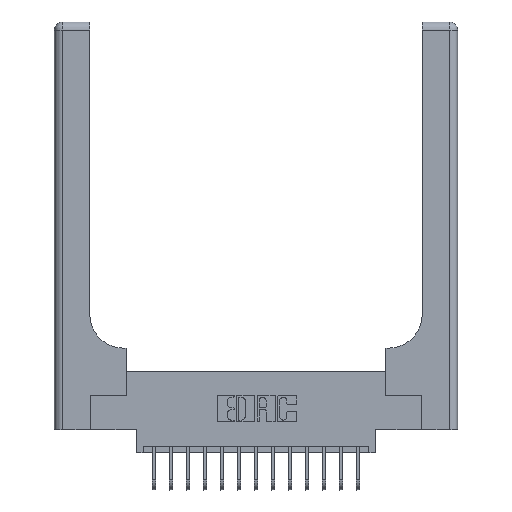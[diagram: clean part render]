
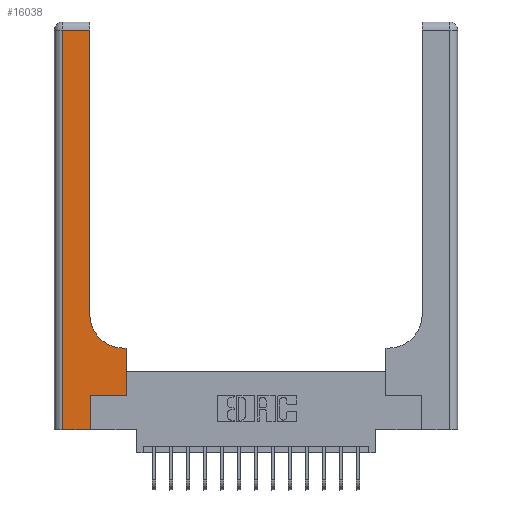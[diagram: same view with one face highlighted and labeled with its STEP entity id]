
A CAD part, top view. The second image highlights one B-rep face of the part: STEP entity #16038.
In plain terms, the highlighted planar face has unit normal (0, 0, 1).
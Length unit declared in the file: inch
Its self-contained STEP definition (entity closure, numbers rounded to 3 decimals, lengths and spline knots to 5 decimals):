
#19 = VERTEX_POINT ( 'NONE', #16323 ) ;
#29 = DIRECTION ( 'NONE',  ( 0., 0., -1. ) ) ;
#536 = LINE ( 'NONE', #15205, #7789 ) ;
#1041 = CARTESIAN_POINT ( 'NONE',  ( 0.06, 2.94, 0.37 ) ) ;
#1172 = AXIS2_PLACEMENT_3D ( 'NONE', #4130, #29, #13375 ) ;
#1554 = CARTESIAN_POINT ( 'NONE',  ( 0.265, 0., 0.37 ) ) ;
#1612 = DIRECTION ( 'NONE',  ( -1., 0., 0. ) ) ;
#1621 = DIRECTION ( 'NONE',  ( 1., 0., 0. ) ) ;
#1742 = CARTESIAN_POINT ( 'NONE',  ( 0.26, 3., 0.37 ) ) ;
#1961 = ORIENTED_EDGE ( 'NONE', *, *, #12080, .T. ) ;
#2210 = ORIENTED_EDGE ( 'NONE', *, *, #3103, .T. ) ;
#2513 = CARTESIAN_POINT ( 'NONE',  ( 0.528, 0.6, 0.37 ) ) ;
#2641 = LINE ( 'NONE', #4182, #14805 ) ;
#2944 = VECTOR ( 'NONE', #9612, 39.37008 ) ;
#3069 = EDGE_CURVE ( 'NONE', #12580, #13535, #15839, .T. ) ;
#3103 = EDGE_CURVE ( 'NONE', #6483, #19, #536, .T. ) ;
#3292 = VERTEX_POINT ( 'NONE', #10192 ) ;
#3445 = EDGE_CURVE ( 'NONE', #13514, #12580, #16275, .T. ) ;
#3798 = ORIENTED_EDGE ( 'NONE', *, *, #5171, .T. ) ;
#4100 = VERTEX_POINT ( 'NONE', #1554 ) ;
#4128 = CARTESIAN_POINT ( 'NONE',  ( 0.265, 0.25, 0.37 ) ) ;
#4130 = CARTESIAN_POINT ( 'NONE',  ( 0., 3., 0.37 ) ) ;
#4182 = CARTESIAN_POINT ( 'NONE',  ( 0.265, 0., 0.37 ) ) ;
#4306 = ORIENTED_EDGE ( 'NONE', *, *, #3445, .T. ) ;
#4522 = CARTESIAN_POINT ( 'NONE',  ( 0., 0., 0.37 ) ) ;
#5017 = EDGE_LOOP ( 'NONE', ( #9749, #7486, #2210, #9629, #1961, #10664, #4306, #6763, #3798 ) ) ;
#5171 = EDGE_CURVE ( 'NONE', #13535, #16324, #7547, .T. ) ;
#5576 = LINE ( 'NONE', #4128, #2944 ) ;
#6057 = DIRECTION ( 'NONE',  ( 0., -1., 0. ) ) ;
#6334 = CARTESIAN_POINT ( 'NONE',  ( 0.26, 0.6, 0.37 ) ) ;
#6483 = VERTEX_POINT ( 'NONE', #1041 ) ;
#6555 = VECTOR ( 'NONE', #1621, 39.37008 ) ;
#6564 = FACE_OUTER_BOUND ( 'NONE', #5017, .T. ) ;
#6664 = CARTESIAN_POINT ( 'NONE',  ( 0.51, 0.85, 0.37 ) ) ;
#6763 = ORIENTED_EDGE ( 'NONE', *, *, #3069, .T. ) ;
#6777 = CARTESIAN_POINT ( 'NONE',  ( 0.26, 2.94, 0.37 ) ) ;
#7007 = LINE ( 'NONE', #8365, #7351 ) ;
#7351 = VECTOR ( 'NONE', #1612, 39.37008 ) ;
#7365 = VERTEX_POINT ( 'NONE', #6777 ) ;
#7486 = ORIENTED_EDGE ( 'NONE', *, *, #11214, .T. ) ;
#7547 = CIRCLE ( 'NONE', #12176, 0.25 ) ;
#7789 = VECTOR ( 'NONE', #6057, 39.37008 ) ;
#8365 = CARTESIAN_POINT ( 'NONE',  ( 0., 2.94, 0.37 ) ) ;
#9209 = EDGE_CURVE ( 'NONE', #16324, #7365, #15304, .T. ) ;
#9612 = DIRECTION ( 'NONE',  ( 1., 0., 0. ) ) ;
#9614 = PLANE ( 'NONE',  #1172 ) ;
#9629 = ORIENTED_EDGE ( 'NONE', *, *, #12219, .T. ) ;
#9749 = ORIENTED_EDGE ( 'NONE', *, *, #9209, .T. ) ;
#10146 = CARTESIAN_POINT ( 'NONE',  ( 0.26, 0.85, 0.37 ) ) ;
#10192 = CARTESIAN_POINT ( 'NONE',  ( 0.265, 0.25, 0.37 ) ) ;
#10664 = ORIENTED_EDGE ( 'NONE', *, *, #12645, .T. ) ;
#11114 = DIRECTION ( 'NONE',  ( 0., 1., 0. ) ) ;
#11214 = EDGE_CURVE ( 'NONE', #7365, #6483, #7007, .T. ) ;
#11541 = CARTESIAN_POINT ( 'NONE',  ( 0.51, 0.6, 0.37 ) ) ;
#12080 = EDGE_CURVE ( 'NONE', #4100, #3292, #2641, .T. ) ;
#12120 = VECTOR ( 'NONE', #17282, 39.37008 ) ;
#12176 = AXIS2_PLACEMENT_3D ( 'NONE', #6664, #15096, #17616 ) ;
#12219 = EDGE_CURVE ( 'NONE', #19, #4100, #16170, .T. ) ;
#12580 = VERTEX_POINT ( 'NONE', #2513 ) ;
#12645 = EDGE_CURVE ( 'NONE', #3292, #13514, #5576, .T. ) ;
#13043 = CARTESIAN_POINT ( 'NONE',  ( 0.528, 0.25, 0.37 ) ) ;
#13375 = DIRECTION ( 'NONE',  ( -1., 0., 0. ) ) ;
#13514 = VERTEX_POINT ( 'NONE', #13043 ) ;
#13535 = VERTEX_POINT ( 'NONE', #11541 ) ;
#13961 = DIRECTION ( 'NONE',  ( 0., 1., 0. ) ) ;
#14805 = VECTOR ( 'NONE', #11114, 39.37008 ) ;
#15096 = DIRECTION ( 'NONE',  ( 0., 0., -1. ) ) ;
#15102 = DIRECTION ( 'NONE',  ( 0., 1., 0. ) ) ;
#15205 = CARTESIAN_POINT ( 'NONE',  ( 0.06, 3., 0.37 ) ) ;
#15243 = VECTOR ( 'NONE', #15102, 39.37008 ) ;
#15304 = LINE ( 'NONE', #1742, #16498 ) ;
#15839 = LINE ( 'NONE', #6334, #12120 ) ;
#16038 = ADVANCED_FACE ( 'NONE', ( #6564 ), #9614, .F. ) ;
#16170 = LINE ( 'NONE', #4522, #6555 ) ;
#16275 = LINE ( 'NONE', #16449, #15243 ) ;
#16323 = CARTESIAN_POINT ( 'NONE',  ( 0.06, 0., 0.37 ) ) ;
#16324 = VERTEX_POINT ( 'NONE', #10146 ) ;
#16449 = CARTESIAN_POINT ( 'NONE',  ( 0.528, 0.25, 0.37 ) ) ;
#16498 = VECTOR ( 'NONE', #13961, 39.37008 ) ;
#17282 = DIRECTION ( 'NONE',  ( -1., 0., 0. ) ) ;
#17616 = DIRECTION ( 'NONE',  ( 1., 0., 0. ) ) ;
